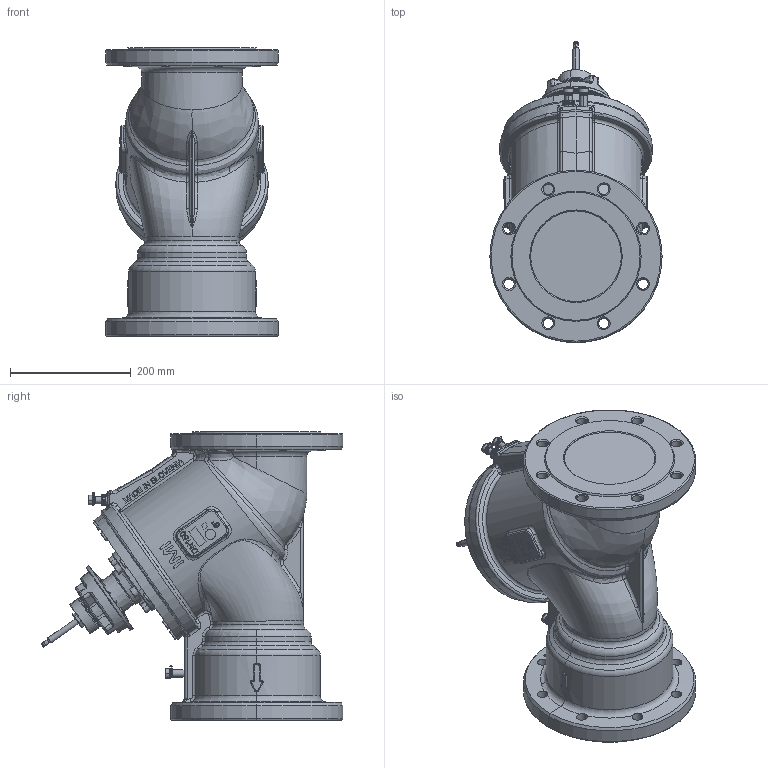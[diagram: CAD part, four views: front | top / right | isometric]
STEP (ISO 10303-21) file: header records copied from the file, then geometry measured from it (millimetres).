
FILE_DESCRIPTION (( 'STEP AP203' ), '1' );
FILE_NAME ('15580 - TA-MODULATOR DN150.step', '2020-06-22T09:36:12', ( '' ), ( '' ), 'SwSTEP 2.0', 'SolidWorks 2019', '' );
FILE_SCHEMA (( 'CONFIG_CONTROL_DESIGN' ));
Products named in the file (1): 15580 - TA-MODULATOR DN150
Bounding box: 285 x 499 x 477 mm (x, y, z)
Volume: 20981082.1 mm3; surface area: 1039595.5 mm2
Topology: 21 solids, 32 shells, 3180 faces, 8025 edges, 5056 vertices
Faces by surface type: plane 1116, bspline 839, cylinder 582, cone 319, torus 298, sphere 26
Entity records: 202518 total; most frequent: CARTESIAN_POINT 132058, ORIENTED_EDGE 15896, DIRECTION 12557, EDGE_CURVE 7948, VERTEX_POINT 5048, AXIS2_PLACEMENT_3D 4646, EDGE_LOOP 3524, VECTOR 3265
